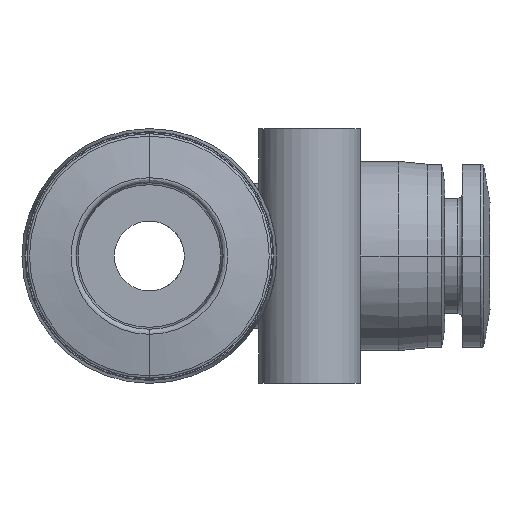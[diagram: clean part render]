
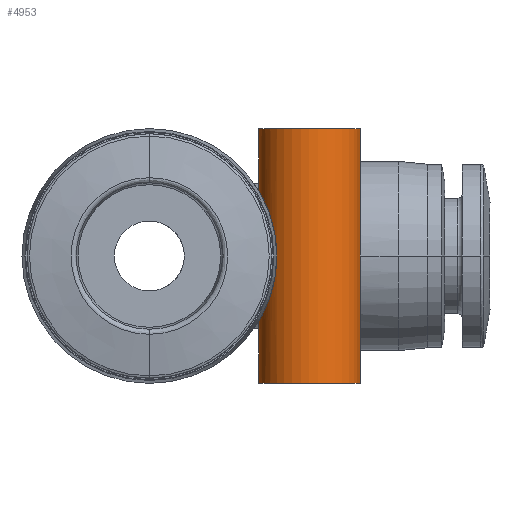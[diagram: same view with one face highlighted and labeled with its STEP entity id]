
A CAD part, front view. The second image highlights one B-rep face of the part: STEP entity #4953.
In plain terms, the highlighted cylindrical face has radius 3.5 mm (diameter 7 mm), a partial arc.
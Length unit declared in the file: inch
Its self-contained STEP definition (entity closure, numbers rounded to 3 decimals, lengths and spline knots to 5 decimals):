
#44 = DIRECTION ( 'NONE',  ( 0., 0., 1. ) ) ;
#60 = CARTESIAN_POINT ( 'NONE',  ( 0.43307, -0.8563, -0.34449 ) ) ;
#78 = CARTESIAN_POINT ( 'NONE',  ( 0.29528, -0.8563, -0.34449 ) ) ;
#83 = ORIENTED_EDGE ( 'NONE', *, *, #1404, .T. ) ;
#175 = CARTESIAN_POINT ( 'NONE',  ( 0.3092, -0.91718, -0.15203 ) ) ;
#194 = CARTESIAN_POINT ( 'NONE',  ( 0.33132, -0.94971, 0.09607 ) ) ;
#265 = CYLINDRICAL_SURFACE ( 'NONE', #1131, 0.1378 ) ;
#274 = CIRCLE ( 'NONE', #1993, 0.1378 ) ;
#309 = VECTOR ( 'NONE', #4081, 39.37008 ) ;
#340 = CARTESIAN_POINT ( 'NONE',  ( 0.29528, -0.8563, 0. ) ) ;
#544 = DIRECTION ( 'NONE',  ( 1., 0., 0. ) ) ;
#659 = CARTESIAN_POINT ( 'NONE',  ( 0.31914, -0.93406, -0.12997 ) ) ;
#684 = CARTESIAN_POINT ( 'NONE',  ( 0.3191, -0.934, 0.13006 ) ) ;
#700 = CARTESIAN_POINT ( 'NONE',  ( 0.57087, -0.8563, 0. ) ) ;
#765 = VERTEX_POINT ( 'NONE', #1037 ) ;
#779 = CARTESIAN_POINT ( 'NONE',  ( 0.29528, -0.8563, 0. ) ) ;
#892 = EDGE_CURVE ( 'NONE', #5465, #5921, #1337, .T. ) ;
#1037 = CARTESIAN_POINT ( 'NONE',  ( 0.29528, -0.8563, 0.17744 ) ) ;
#1119 = CARTESIAN_POINT ( 'NONE',  ( 0.29528, -0.8563, -0.17744 ) ) ;
#1131 = AXIS2_PLACEMENT_3D ( 'NONE', #2399, #44, #3426 ) ;
#1141 = CARTESIAN_POINT ( 'NONE',  ( 0.32837, -0.94601, -0.10455 ) ) ;
#1160 = CARTESIAN_POINT ( 'NONE',  ( 0.30915, -0.91709, 0.15212 ) ) ;
#1213 = CARTESIAN_POINT ( 'NONE',  ( 0.43307, -0.8563, 0.34449 ) ) ;
#1321 = CARTESIAN_POINT ( 'NONE',  ( 0.29528, -0.8563, 0.34449 ) ) ;
#1337 = CIRCLE ( 'NONE', #5379, 0.1378 ) ;
#1404 = EDGE_CURVE ( 'NONE', #5240, #5312, #274, .T. ) ;
#1540 = FACE_OUTER_BOUND ( 'NONE', #2047, .T. ) ;
#1597 = CARTESIAN_POINT ( 'NONE',  ( 0.29555, -0.86623, -0.17699 ) ) ;
#1621 = CARTESIAN_POINT ( 'NONE',  ( 0.33586, -0.95402, -0.0772 ) ) ;
#1646 = CARTESIAN_POINT ( 'NONE',  ( 0.30026, -0.89421, 0.1689 ) ) ;
#1697 = DIRECTION ( 'NONE',  ( 1., 0., 0. ) ) ;
#1769 = CARTESIAN_POINT ( 'NONE',  ( 0.57087, -0.8563, 0.34449 ) ) ;
#1857 = EDGE_CURVE ( 'NONE', #765, #5312, #3369, .T. ) ;
#1993 = AXIS2_PLACEMENT_3D ( 'NONE', #1213, #4608, #1697 ) ;
#2047 = EDGE_LOOP ( 'NONE', ( #5256, #3070, #3883, #83, #4906, #5683 ) ) ;
#2075 = VECTOR ( 'NONE', #5594, 39.37008 ) ;
#2103 = CARTESIAN_POINT ( 'NONE',  ( 0.29735, -0.88058, -0.17395 ) ) ;
#2129 = CARTESIAN_POINT ( 'NONE',  ( 0.34281, -0.96051, -0.03909 ) ) ;
#2145 = CARTESIAN_POINT ( 'NONE',  ( 0.29658, -0.87582, 0.17525 ) ) ;
#2177 = VECTOR ( 'NONE', #5163, 39.37008 ) ;
#2399 = CARTESIAN_POINT ( 'NONE',  ( 0.43307, -0.8563, 0. ) ) ;
#2583 = CARTESIAN_POINT ( 'NONE',  ( 0.30048, -0.89407, -0.16849 ) ) ;
#2593 = EDGE_CURVE ( 'NONE', #5921, #5240, #5671, .T. ) ;
#2602 = CARTESIAN_POINT ( 'NONE',  ( 0.34449, -0.96185, 0.01975 ) ) ;
#2625 = CARTESIAN_POINT ( 'NONE',  ( 0.29528, -0.86128, 0.17744 ) ) ;
#3063 = CARTESIAN_POINT ( 'NONE',  ( 0.30456, -0.90619, -0.16101 ) ) ;
#3070 = ORIENTED_EDGE ( 'NONE', *, *, #892, .T. ) ;
#3083 = CARTESIAN_POINT ( 'NONE',  ( 0.33627, -0.95446, 0.07726 ) ) ;
#3369 = LINE ( 'NONE', #340, #2177 ) ;
#3426 = DIRECTION ( 'NONE',  ( 1., 0., 0. ) ) ;
#3444 = DIRECTION ( 'NONE',  ( 0., 0., 1. ) ) ;
#3530 = CARTESIAN_POINT ( 'NONE',  ( 0.29528, -0.86122, -0.17744 ) ) ;
#3555 = CARTESIAN_POINT ( 'NONE',  ( 0.31253, -0.92336, -0.14513 ) ) ;
#3574 = CARTESIAN_POINT ( 'NONE',  ( 0.32237, -0.93849, 0.12178 ) ) ;
#3883 = ORIENTED_EDGE ( 'NONE', *, *, #2593, .T. ) ;
#4040 = CARTESIAN_POINT ( 'NONE',  ( 0.32241, -0.93855, -0.12167 ) ) ;
#4059 = CARTESIAN_POINT ( 'NONE',  ( 0.31249, -0.92328, 0.14523 ) ) ;
#4081 = DIRECTION ( 'NONE',  ( 0., 0., 1. ) ) ;
#4532 = CARTESIAN_POINT ( 'NONE',  ( 0.33108, -0.94903, -0.09563 ) ) ;
#4556 = CARTESIAN_POINT ( 'NONE',  ( 0.30298, -0.90243, 0.16407 ) ) ;
#4608 = DIRECTION ( 'NONE',  ( 0., 0., -1. ) ) ;
#4649 = LINE ( 'NONE', #779, #2075 ) ;
#4906 = ORIENTED_EDGE ( 'NONE', *, *, #1857, .F. ) ;
#4953 = ADVANCED_FACE ( 'NONE', ( #1540 ), #265, .T. ) ;
#4998 = CARTESIAN_POINT ( 'NONE',  ( 0.29659, -0.87589, -0.17524 ) ) ;
#5017 = CARTESIAN_POINT ( 'NONE',  ( 0.33791, -0.95598, -0.06769 ) ) ;
#5039 = CARTESIAN_POINT ( 'NONE',  ( 0.29734, -0.8805, 0.17397 ) ) ;
#5103 = VERTEX_POINT ( 'NONE', #5522 ) ;
#5111 = B_SPLINE_CURVE_WITH_KNOTS ( 'NONE', 3,
 ( #1119, #3530, #1597, #4998, #2103, #5477, #2583, #5959, #3063, #175, #3555, #659, #4040, #1141, #4532, #1621, #5017, #2129, #5497, #2602, #5979, #3083, #194, #3574, #684, #4059, #1160, #4556, #1646, #5039, #2145, #5519, #2625, #5998 ),
 .UNSPECIFIED., .F., .F.,
 ( 4, 2, 2, 2, 2, 2, 2, 2, 2, 2, 2, 2, 2, 2, 2, 2, 4 ),
 ( 0.00045, 0.00083, 0.0012, 0.00158, 0.00195, 0.0027, 0.00345, 0.00419, 0.00494, 0.00644, 0.00794, 0.00943, 0.01018, 0.01093, 0.01168, 0.01205, 0.01243 ),
 .UNSPECIFIED. ) ;
#5163 = DIRECTION ( 'NONE',  ( 0., 0., 1. ) ) ;
#5240 = VERTEX_POINT ( 'NONE', #1769 ) ;
#5256 = ORIENTED_EDGE ( 'NONE', *, *, #5704, .F. ) ;
#5312 = VERTEX_POINT ( 'NONE', #1321 ) ;
#5379 = AXIS2_PLACEMENT_3D ( 'NONE', #60, #3444, #544 ) ;
#5465 = VERTEX_POINT ( 'NONE', #78 ) ;
#5477 = CARTESIAN_POINT ( 'NONE',  ( 0.2993, -0.88967, -0.17058 ) ) ;
#5497 = CARTESIAN_POINT ( 'NONE',  ( 0.34449, -0.96185, -0.01969 ) ) ;
#5519 = CARTESIAN_POINT ( 'NONE',  ( 0.29555, -0.86623, 0.17699 ) ) ;
#5522 = CARTESIAN_POINT ( 'NONE',  ( 0.29528, -0.8563, -0.17744 ) ) ;
#5594 = DIRECTION ( 'NONE',  ( 0., 0., 1. ) ) ;
#5624 = CARTESIAN_POINT ( 'NONE',  ( 0.57087, -0.8563, -0.34449 ) ) ;
#5671 = LINE ( 'NONE', #700, #309 ) ;
#5683 = ORIENTED_EDGE ( 'NONE', *, *, #5782, .F. ) ;
#5704 = EDGE_CURVE ( 'NONE', #5465, #5103, #4649, .T. ) ;
#5782 = EDGE_CURVE ( 'NONE', #5103, #765, #5111, .T. ) ;
#5921 = VERTEX_POINT ( 'NONE', #5624 ) ;
#5959 = CARTESIAN_POINT ( 'NONE',  ( 0.30311, -0.90231, -0.16371 ) ) ;
#5979 = CARTESIAN_POINT ( 'NONE',  ( 0.34279, -0.96049, 0.03925 ) ) ;
#5998 = CARTESIAN_POINT ( 'NONE',  ( 0.29528, -0.8563, 0.17744 ) ) ;
